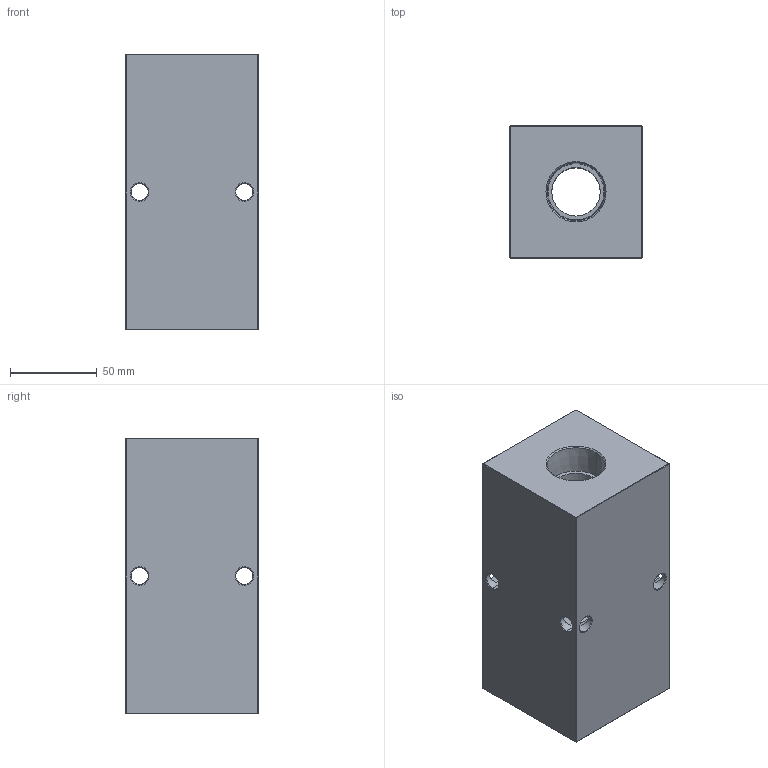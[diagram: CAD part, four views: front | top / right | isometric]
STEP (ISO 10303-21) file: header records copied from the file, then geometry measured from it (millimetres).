
FILE_DESCRIPTION (( 'STEP AP203' ), '1' );
FILE_NAME ('HM-2-90-P-16-12.STEP', '2020-11-06T16:33:26', ( '' ), ( '' ), 'SwSTEP 2.0', 'SolidWorks 2019', '' );
FILE_SCHEMA (( 'CONFIG_CONTROL_DESIGN' ));
Length unit declared in the file: inch
Products named in the file (1): HM-2-90-P-16-12
Bounding box: 76.2 x 76.2 x 158.75 mm (x, y, z)
Volume: 746130.1 mm3; surface area: 84911 mm2
Topology: 1 solids, 1 shells, 511 faces, 1336 edges, 868 vertices
Faces by surface type: plane 256, bspline 189, cylinder 34, cone 32
Entity records: 25151 total; most frequent: CARTESIAN_POINT 13843, ORIENTED_EDGE 2672, DIRECTION 1634, EDGE_CURVE 1336, VERTEX_POINT 868, VECTOR 836, LINE 836, EDGE_LOOP 578
